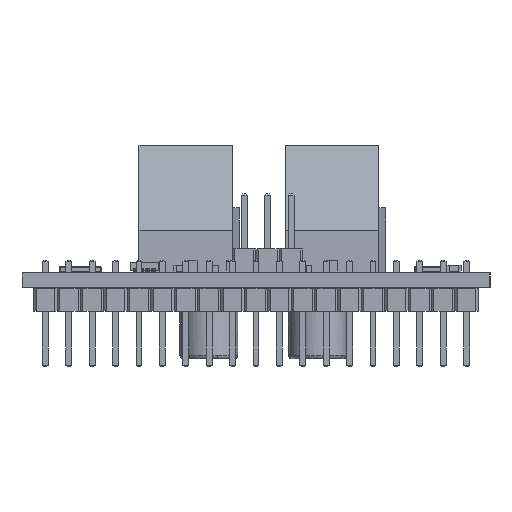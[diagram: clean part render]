
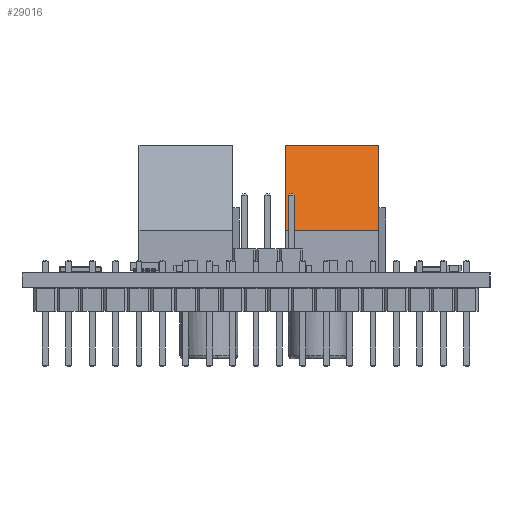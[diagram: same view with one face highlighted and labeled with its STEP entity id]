
A CAD part, left-side view. The second image highlights one B-rep face of the part: STEP entity #29016.
In plain terms, the highlighted face is planar.
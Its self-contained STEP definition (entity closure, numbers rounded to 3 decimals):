
#28525 = PLANE('',#28526);
#28526 = AXIS2_PLACEMENT_3D('',#28527,#28528,#28529);
#28527 = CARTESIAN_POINT('',(-2.54,0.3,6.9));
#28528 = DIRECTION('',(1.,0.,0.));
#28529 = DIRECTION('',(0.,0.,1.));
#28741 = VERTEX_POINT('',#28742);
#28742 = CARTESIAN_POINT('',(-2.54,5.2,4.57));
#28756 = PLANE('',#28757);
#28757 = AXIS2_PLACEMENT_3D('',#28758,#28759,#28760);
#28758 = CARTESIAN_POINT('',(-2.54,5.2,0.));
#28759 = DIRECTION('',(0.,-1.,0.));
#28760 = DIRECTION('',(0.,0.,1.));
#28768 = EDGE_CURVE('',#28769,#28741,#28771,.T.);
#28769 = VERTEX_POINT('',#28770);
#28770 = CARTESIAN_POINT('',(-2.54,2.2,13.8));
#28771 = SURFACE_CURVE('',#28772,(#28776,#28783),.PCURVE_S1.);
#28772 = LINE('',#28773,#28774);
#28773 = CARTESIAN_POINT('',(-2.54,2.2,13.8));
#28774 = VECTOR('',#28775,1.);
#28775 = DIRECTION('',(0.,0.309,-0.951));
#28776 = PCURVE('',#28525,#28777);
#28777 = DEFINITIONAL_REPRESENTATION('',(#28778),#28782);
#28778 = LINE('',#28779,#28780);
#28779 = CARTESIAN_POINT('',(6.9,-1.9));
#28780 = VECTOR('',#28781,1.);
#28781 = DIRECTION('',(-0.951,-0.309));
#28782 = ( GEOMETRIC_REPRESENTATION_CONTEXT(2) 
PARAMETRIC_REPRESENTATION_CONTEXT() REPRESENTATION_CONTEXT('2D SPACE',''
  ) );
#28783 = PCURVE('',#28784,#28789);
#28784 = PLANE('',#28785);
#28785 = AXIS2_PLACEMENT_3D('',#28786,#28787,#28788);
#28786 = CARTESIAN_POINT('',(-2.54,2.2,13.8));
#28787 = DIRECTION('',(0.,0.951,0.309));
#28788 = DIRECTION('',(0.,0.309,-0.951));
#28789 = DEFINITIONAL_REPRESENTATION('',(#28790),#28794);
#28790 = LINE('',#28791,#28792);
#28791 = CARTESIAN_POINT('',(0.,0.));
#28792 = VECTOR('',#28793,1.);
#28793 = DIRECTION('',(1.,0.));
#28794 = ( GEOMETRIC_REPRESENTATION_CONTEXT(2) 
PARAMETRIC_REPRESENTATION_CONTEXT() REPRESENTATION_CONTEXT('2D SPACE',''
  ) );
#28810 = PLANE('',#28811);
#28811 = AXIS2_PLACEMENT_3D('',#28812,#28813,#28814);
#28812 = CARTESIAN_POINT('',(-2.54,5.2,13.8));
#28813 = DIRECTION('',(0.,0.,-1.));
#28814 = DIRECTION('',(0.,-1.,0.));
#28864 = PLANE('',#28865);
#28865 = AXIS2_PLACEMENT_3D('',#28866,#28867,#28868);
#28866 = CARTESIAN_POINT('',(7.62,0.3,6.9));
#28867 = DIRECTION('',(1.,0.,0.));
#28868 = DIRECTION('',(0.,0.,1.));
#28902 = EDGE_CURVE('',#28769,#28903,#28905,.T.);
#28903 = VERTEX_POINT('',#28904);
#28904 = CARTESIAN_POINT('',(7.62,2.2,13.8));
#28905 = SURFACE_CURVE('',#28906,(#28910,#28917),.PCURVE_S1.);
#28906 = LINE('',#28907,#28908);
#28907 = CARTESIAN_POINT('',(-2.54,2.2,13.8));
#28908 = VECTOR('',#28909,1.);
#28909 = DIRECTION('',(1.,0.,0.));
#28910 = PCURVE('',#28810,#28911);
#28911 = DEFINITIONAL_REPRESENTATION('',(#28912),#28916);
#28912 = LINE('',#28913,#28914);
#28913 = CARTESIAN_POINT('',(3.,0.));
#28914 = VECTOR('',#28915,1.);
#28915 = DIRECTION('',(0.,-1.));
#28916 = ( GEOMETRIC_REPRESENTATION_CONTEXT(2) 
PARAMETRIC_REPRESENTATION_CONTEXT() REPRESENTATION_CONTEXT('2D SPACE',''
  ) );
#28917 = PCURVE('',#28784,#28918);
#28918 = DEFINITIONAL_REPRESENTATION('',(#28919),#28923);
#28919 = LINE('',#28920,#28921);
#28920 = CARTESIAN_POINT('',(0.,0.));
#28921 = VECTOR('',#28922,1.);
#28922 = DIRECTION('',(0.,-1.));
#28923 = ( GEOMETRIC_REPRESENTATION_CONTEXT(2) 
PARAMETRIC_REPRESENTATION_CONTEXT() REPRESENTATION_CONTEXT('2D SPACE',''
  ) );
#29016 = ADVANCED_FACE('',(#29017),#28784,.T.);
#29017 = FACE_BOUND('',#29018,.T.);
#29018 = EDGE_LOOP('',(#29019,#29020,#29043,#29064));
#29019 = ORIENTED_EDGE('',*,*,#28902,.T.);
#29020 = ORIENTED_EDGE('',*,*,#29021,.T.);
#29021 = EDGE_CURVE('',#28903,#29022,#29024,.T.);
#29022 = VERTEX_POINT('',#29023);
#29023 = CARTESIAN_POINT('',(7.62,5.2,4.57));
#29024 = SURFACE_CURVE('',#29025,(#29029,#29036),.PCURVE_S1.);
#29025 = LINE('',#29026,#29027);
#29026 = CARTESIAN_POINT('',(7.62,2.2,13.8));
#29027 = VECTOR('',#29028,1.);
#29028 = DIRECTION('',(0.,0.309,-0.951));
#29029 = PCURVE('',#28784,#29030);
#29030 = DEFINITIONAL_REPRESENTATION('',(#29031),#29035);
#29031 = LINE('',#29032,#29033);
#29032 = CARTESIAN_POINT('',(0.,-10.16));
#29033 = VECTOR('',#29034,1.);
#29034 = DIRECTION('',(1.,0.));
#29035 = ( GEOMETRIC_REPRESENTATION_CONTEXT(2) 
PARAMETRIC_REPRESENTATION_CONTEXT() REPRESENTATION_CONTEXT('2D SPACE',''
  ) );
#29036 = PCURVE('',#28864,#29037);
#29037 = DEFINITIONAL_REPRESENTATION('',(#29038),#29042);
#29038 = LINE('',#29039,#29040);
#29039 = CARTESIAN_POINT('',(6.9,-1.9));
#29040 = VECTOR('',#29041,1.);
#29041 = DIRECTION('',(-0.951,-0.309));
#29042 = ( GEOMETRIC_REPRESENTATION_CONTEXT(2) 
PARAMETRIC_REPRESENTATION_CONTEXT() REPRESENTATION_CONTEXT('2D SPACE',''
  ) );
#29043 = ORIENTED_EDGE('',*,*,#29044,.F.);
#29044 = EDGE_CURVE('',#28741,#29022,#29045,.T.);
#29045 = SURFACE_CURVE('',#29046,(#29050,#29057),.PCURVE_S1.);
#29046 = LINE('',#29047,#29048);
#29047 = CARTESIAN_POINT('',(-2.54,5.2,4.57));
#29048 = VECTOR('',#29049,1.);
#29049 = DIRECTION('',(1.,0.,0.));
#29050 = PCURVE('',#28784,#29051);
#29051 = DEFINITIONAL_REPRESENTATION('',(#29052),#29056);
#29052 = LINE('',#29053,#29054);
#29053 = CARTESIAN_POINT('',(9.705,0.));
#29054 = VECTOR('',#29055,1.);
#29055 = DIRECTION('',(0.,-1.));
#29056 = ( GEOMETRIC_REPRESENTATION_CONTEXT(2) 
PARAMETRIC_REPRESENTATION_CONTEXT() REPRESENTATION_CONTEXT('2D SPACE',''
  ) );
#29057 = PCURVE('',#28756,#29058);
#29058 = DEFINITIONAL_REPRESENTATION('',(#29059),#29063);
#29059 = LINE('',#29060,#29061);
#29060 = CARTESIAN_POINT('',(4.57,0.));
#29061 = VECTOR('',#29062,1.);
#29062 = DIRECTION('',(0.,-1.));
#29063 = ( GEOMETRIC_REPRESENTATION_CONTEXT(2) 
PARAMETRIC_REPRESENTATION_CONTEXT() REPRESENTATION_CONTEXT('2D SPACE',''
  ) );
#29064 = ORIENTED_EDGE('',*,*,#28768,.F.);
